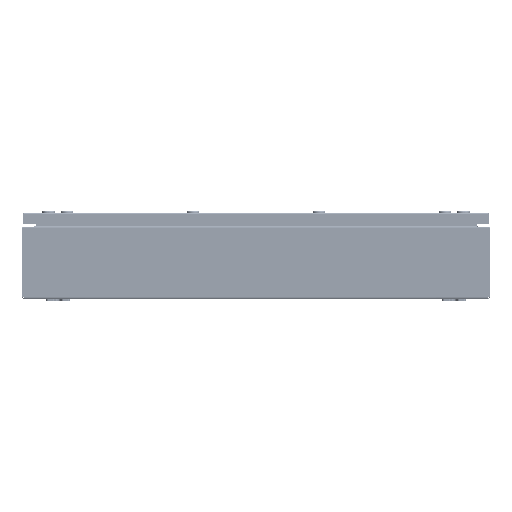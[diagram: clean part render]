
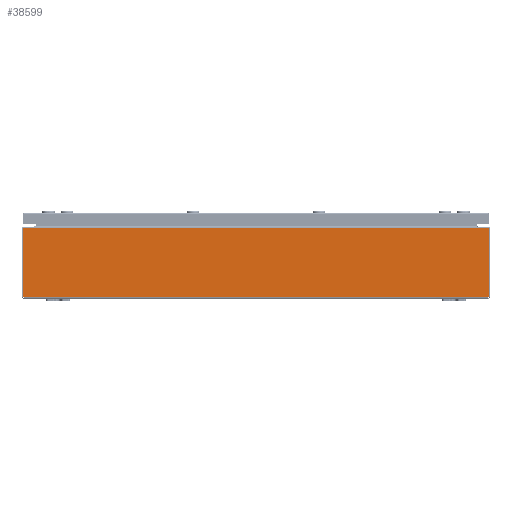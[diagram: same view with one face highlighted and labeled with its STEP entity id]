
A CAD part, front view. The second image highlights one B-rep face of the part: STEP entity #38599.
In plain terms, the highlighted planar face has unit normal (0, -1, 0).
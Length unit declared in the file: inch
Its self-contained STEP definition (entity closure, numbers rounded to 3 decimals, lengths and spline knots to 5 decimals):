
#1479 = ORIENTED_EDGE ( 'NONE', *, *, #4571, .T. ) ;
#1593 = DIRECTION ( 'NONE',  ( 0., 0., 1. ) ) ;
#2609 = ORIENTED_EDGE ( 'NONE', *, *, #10518, .T. ) ;
#2742 = DIRECTION ( 'NONE',  ( 0., 0., 1. ) ) ;
#2839 = CARTESIAN_POINT ( 'NONE',  ( 19.41469, -17.5, 5.8376 ) ) ;
#3181 = PLANE ( 'NONE',  #30167 ) ;
#4571 = EDGE_CURVE ( 'NONE', #45197, #47917, #47023, .T. ) ;
#4684 = FACE_OUTER_BOUND ( 'NONE', #43330, .T. ) ;
#5170 = VERTEX_POINT ( 'NONE', #45769 ) ;
#5484 = AXIS2_PLACEMENT_3D ( 'NONE', #36030, #13331, #39866 ) ;
#6960 = DIRECTION ( 'NONE',  ( 0., 0., 1. ) ) ;
#7585 = DIRECTION ( 'NONE',  ( 0., 1., 0. ) ) ;
#9525 = DIRECTION ( 'NONE',  ( -1., 0., 0. ) ) ;
#10034 = VECTOR ( 'NONE', #48238, 39.37008 ) ;
#10518 = EDGE_CURVE ( 'NONE', #5170, #15988, #35364, .T. ) ;
#13331 = DIRECTION ( 'NONE',  ( 0., 1., 0. ) ) ;
#15988 = VERTEX_POINT ( 'NONE', #40126 ) ;
#16367 = VECTOR ( 'NONE', #9525, 39.37008 ) ;
#16707 = VECTOR ( 'NONE', #2742, 39.37008 ) ;
#16803 = VECTOR ( 'NONE', #44323, 39.37008 ) ;
#19854 = ORIENTED_EDGE ( 'NONE', *, *, #22371, .F. ) ;
#21064 = ORIENTED_EDGE ( 'NONE', *, *, #25865, .T. ) ;
#21773 = CARTESIAN_POINT ( 'NONE',  ( -19.41469, -17.5, 0. ) ) ;
#22002 = CARTESIAN_POINT ( 'NONE',  ( 0., -17.5, 0. ) ) ;
#22371 = EDGE_CURVE ( 'NONE', #38962, #15988, #26462, .T. ) ;
#25865 = EDGE_CURVE ( 'NONE', #37419, #45197, #36902, .T. ) ;
#26462 = LINE ( 'NONE', #36047, #16367 ) ;
#28995 = CARTESIAN_POINT ( 'NONE',  ( 19.41469, -17.5, 0. ) ) ;
#30167 = AXIS2_PLACEMENT_3D ( 'NONE', #22002, #33232, #6960 ) ;
#32245 = ORIENTED_EDGE ( 'NONE', *, *, #37633, .F. ) ;
#32347 = CARTESIAN_POINT ( 'NONE',  ( -19.41469, -17.5, -0.03501 ) ) ;
#33232 = DIRECTION ( 'NONE',  ( 0., 1., 0. ) ) ;
#34390 = CARTESIAN_POINT ( 'NONE',  ( 19.41469, -17.5, 5.8376 ) ) ;
#35222 = CARTESIAN_POINT ( 'NONE',  ( 19.41469, -17.5, 0.02749 ) ) ;
#35364 = CIRCLE ( 'NONE', #37622, 0.0625 ) ;
#36030 = CARTESIAN_POINT ( 'NONE',  ( 19.41469, -17.5, -0.03501 ) ) ;
#36047 = CARTESIAN_POINT ( 'NONE',  ( -19.5, -17.5, 0.013 ) ) ;
#36902 = LINE ( 'NONE', #28995, #16707 ) ;
#37219 = CIRCLE ( 'NONE', #5484, 0.0625 ) ;
#37419 = VERTEX_POINT ( 'NONE', #35222 ) ;
#37622 = AXIS2_PLACEMENT_3D ( 'NONE', #32347, #7585, #1593 ) ;
#37633 = EDGE_CURVE ( 'NONE', #5170, #47917, #39122, .T. ) ;
#38599 = ADVANCED_FACE ( 'NONE', ( #4684 ), #3181, .F. ) ;
#38935 = EDGE_CURVE ( 'NONE', #38962, #37419, #37219, .T. ) ;
#38962 = VERTEX_POINT ( 'NONE', #47587 ) ;
#39122 = LINE ( 'NONE', #21773, #10034 ) ;
#39866 = DIRECTION ( 'NONE',  ( 0., 0., 1. ) ) ;
#40126 = CARTESIAN_POINT ( 'NONE',  ( -19.37467, -17.5, 0.013 ) ) ;
#43330 = EDGE_LOOP ( 'NONE', ( #32245, #2609, #19854, #46265, #21064, #1479 ) ) ;
#44323 = DIRECTION ( 'NONE',  ( -1., 0., 0. ) ) ;
#45197 = VERTEX_POINT ( 'NONE', #2839 ) ;
#45769 = CARTESIAN_POINT ( 'NONE',  ( -19.41469, -17.5, 0.02749 ) ) ;
#46265 = ORIENTED_EDGE ( 'NONE', *, *, #38935, .T. ) ;
#47023 = LINE ( 'NONE', #34390, #16803 ) ;
#47310 = CARTESIAN_POINT ( 'NONE',  ( -19.41469, -17.5, 5.8376 ) ) ;
#47587 = CARTESIAN_POINT ( 'NONE',  ( 19.37467, -17.5, 0.013 ) ) ;
#47917 = VERTEX_POINT ( 'NONE', #47310 ) ;
#48238 = DIRECTION ( 'NONE',  ( 0., 0., 1. ) ) ;
